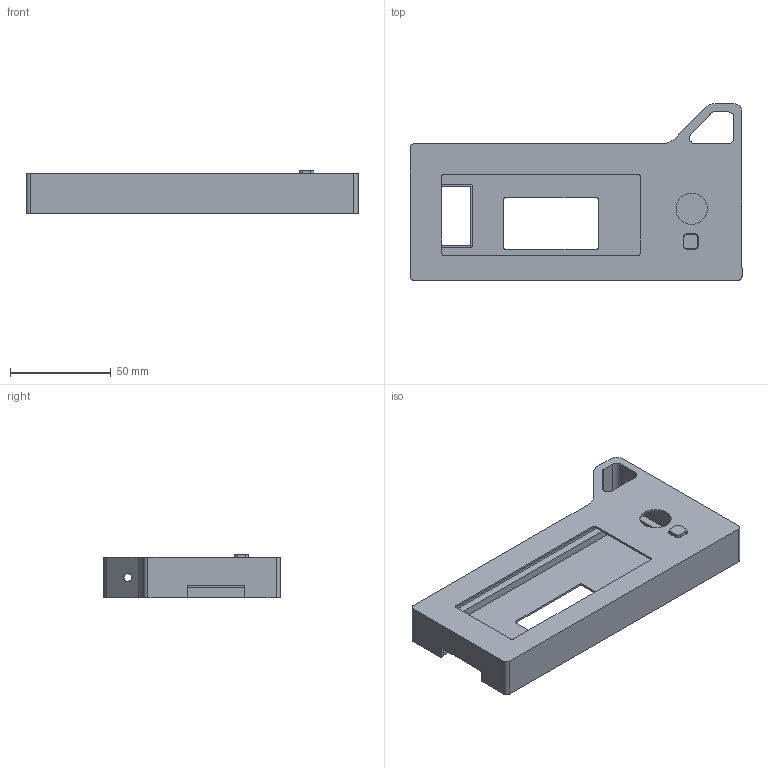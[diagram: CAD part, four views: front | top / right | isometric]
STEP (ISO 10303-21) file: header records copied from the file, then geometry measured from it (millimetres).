
FILE_DESCRIPTION(/* description */ (''),/* implementation_level */ '2;1');
FILE_NAME(/* name */ 'reprapdiscount_smart_controller_case.stp',/* time_stamp */ '2017-01-12T11:51:56+01:00',/* author */ (''),/* organization */ (''),/* preprocessor_version */ 'ST-DEVELOPER v16.5',/* originating_system */ 'Autodesk Translation Framework v5.2.0.2920',/* authorisation */ '');
FILE_SCHEMA (('AUTOMOTIVE_DESIGN { 1 0 10303 214 3 1 1 }'));
Length unit declared in the file: millimetre
Products named in the file (1): RAMPS LCD2004 v10
Bounding box: 165 x 87.75 x 21.5 mm (x, y, z)
Volume: 57484.5 mm3; surface area: 53747.1 mm2
Topology: 3 solids, 3 shells, 157 faces, 428 edges, 285 vertices
Faces by surface type: plane 91, cylinder 66
Full cylindrical faces by diameter (mm): 3.2 x8, 4 x2, 5.3 x1, 15.6 x1
Entity records: 5049 total; most frequent: CARTESIAN_POINT 875, DIRECTION 859, ORIENTED_EDGE 830, EDGE_CURVE 415, AXIS2_PLACEMENT_3D 288, VERTEX_POINT 284, LINE 283, VECTOR 283
